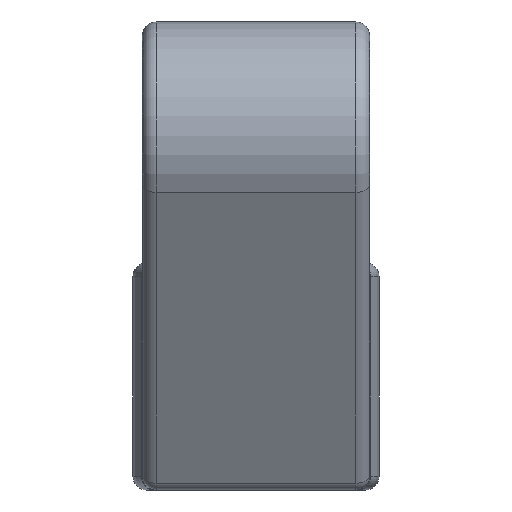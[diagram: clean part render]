
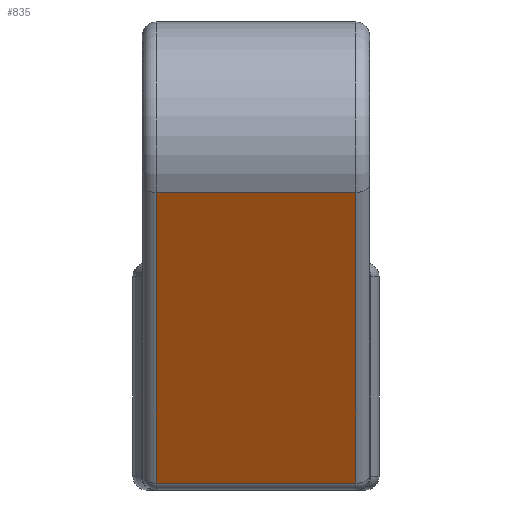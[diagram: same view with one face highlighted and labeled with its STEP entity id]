
A CAD part, front view. The second image highlights one B-rep face of the part: STEP entity #835.
In plain terms, the highlighted planar face has unit normal (0, -0.866, -0.5).
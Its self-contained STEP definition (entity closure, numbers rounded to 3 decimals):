
#370=CARTESIAN_POINT('',(-11.0,-42.35,-24.25));
#371=VERTEX_POINT('',#370);
#394=CARTESIAN_POINT('',(11.0,-42.35,-24.25));
#395=VERTEX_POINT('',#394);
#437=CARTESIAN_POINT('',(11.0,-42.35,-24.25));
#438=DIRECTION('',(-1.0,0.0,0.0));
#439=VECTOR('',#438,22.0);
#440=LINE('',#437,#439);
#441=EDGE_CURVE('',#395,#371,#440,.T.);
#505=CARTESIAN_POINT('',(11.0,-60.825,7.75));
#506=VERTEX_POINT('',#505);
#547=CARTESIAN_POINT('',(11.0,-60.825,7.75));
#548=DIRECTION('',(0.0,0.5,-0.866));
#549=VECTOR('',#548,36.95);
#550=LINE('',#547,#549);
#551=EDGE_CURVE('',#506,#395,#550,.T.);
#561=CARTESIAN_POINT('',(-11.0,-60.825,7.75));
#562=VERTEX_POINT('',#561);
#579=CARTESIAN_POINT('',(-11.0,-42.35,-24.25));
#580=DIRECTION('',(0.0,-0.5,0.866));
#581=VECTOR('',#580,36.95);
#582=LINE('',#579,#581);
#583=EDGE_CURVE('',#371,#562,#582,.T.);
#808=CARTESIAN_POINT('',(11.0,-60.825,7.75));
#809=DIRECTION('',(-1.0,0.0,0.0));
#810=VECTOR('',#809,22.0);
#811=LINE('',#808,#810);
#812=EDGE_CURVE('',#506,#562,#811,.T.);
#824=CARTESIAN_POINT('',(0.0,-60.825,7.75));
#825=DIRECTION('',(0.0,-0.866,-0.5));
#826=DIRECTION('',(0.0,0.5,-0.866));
#827=AXIS2_PLACEMENT_3D('',#824,#825,#826);
#828=PLANE('',#827);
#829=ORIENTED_EDGE('',*,*,#583,.F.);
#830=ORIENTED_EDGE('',*,*,#441,.F.);
#831=ORIENTED_EDGE('',*,*,#551,.F.);
#832=ORIENTED_EDGE('',*,*,#812,.T.);
#833=EDGE_LOOP('',(#829,#830,#831,#832));
#834=FACE_OUTER_BOUND('',#833,.T.);
#835=ADVANCED_FACE('',(#834),#828,.T.);
